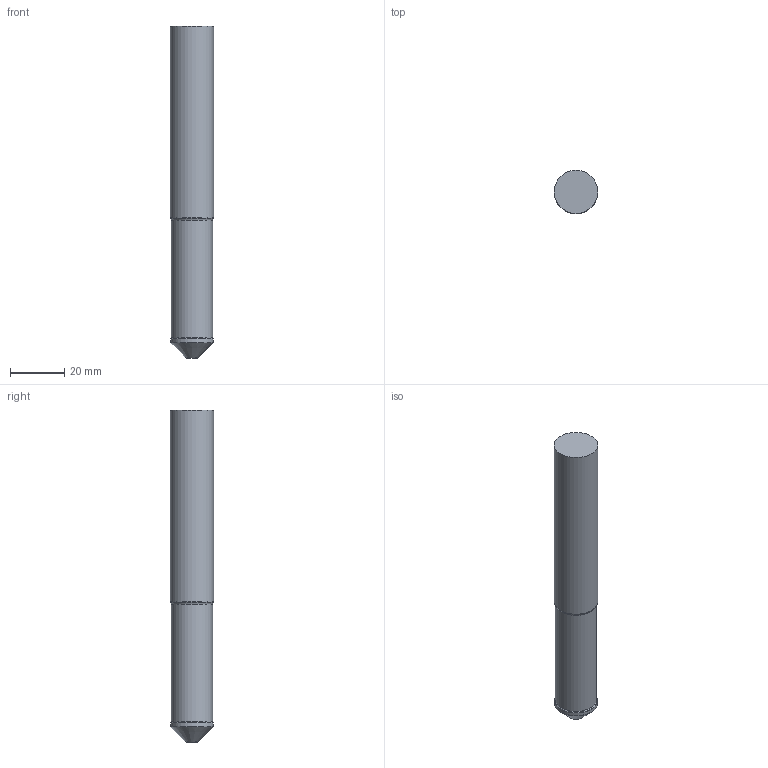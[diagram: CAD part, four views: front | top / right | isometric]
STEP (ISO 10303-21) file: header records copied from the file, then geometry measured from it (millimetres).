
FILE_DESCRIPTION((''),'1');
FILE_NAME('ST16-C0515-45-50.stp','2024-01-15T04:57:31',(''),(''),'Spatial Interop R21 SP3','Kubotek KeyCreator 2011 V10.0.2 (22737)',' ');
FILE_SCHEMA(('automotive_design'));
Length unit declared in the file: millimetre
Products named in the file (2): 240[2]; 241[3]
Bounding box: 16 x 16 x 122 mm (x, y, z)
Volume: 23920.4 mm3; surface area: 6720.2 mm2
Topology: 2 solids, 2 shells, 15 faces, 24 edges, 13 vertices
Faces by surface type: cone 5, plane 4, cylinder 3, torus 3
Full cylindrical faces by diameter (mm): 15.2 x1, 15.8 x1, 16 x1
Entity records: 584 total; most frequent: DIRECTION 60, PRESENTATION_STYLE_ASSIGNMENT 47, COLOUR_RGB 47, CARTESIAN_POINT 43, STYLED_ITEM 30, AXIS2_PLACEMENT_3D 30, CURVE_STYLE 30, DRAUGHTING_PRE_DEFINED_CURVE_FONT 30
